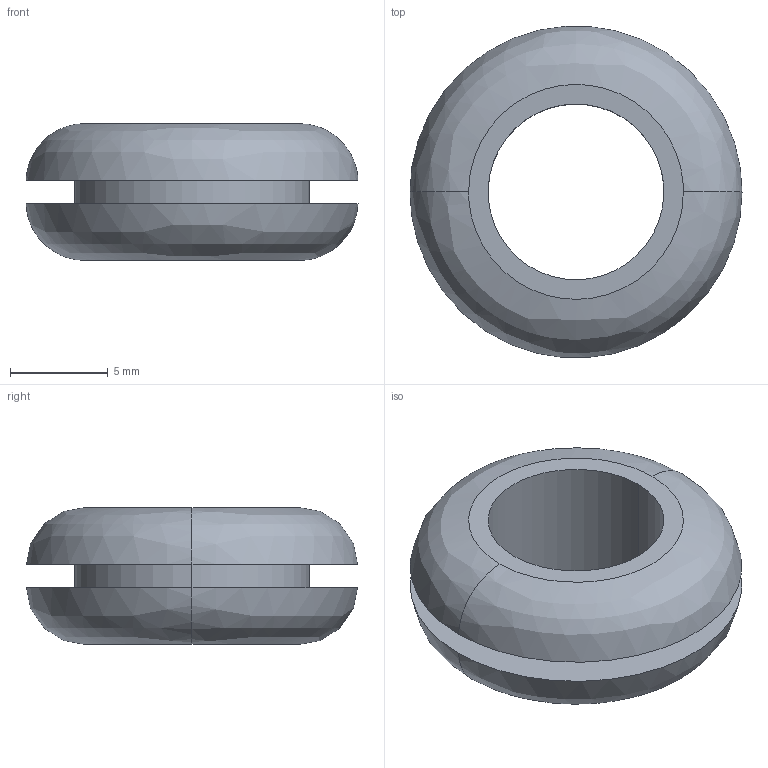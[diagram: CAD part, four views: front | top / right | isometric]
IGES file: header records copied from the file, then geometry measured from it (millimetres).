
Start section: ------------------------------------------------------------------------
Global section: file name: PC50.17744.TM_KG_178_18419.igs; native system: spGate; preprocessor: ver17.5.1; author: Unknown; organization: Unknown; date: 210316.132727; units: millimetre
Bounding box: 17 x 16.96 x 7 mm (x, y, z)
Volume: 818.6 mm3; surface area: 963 mm2
Topology: 1 solids, 1 shells, 12 faces, 24 edges, 16 vertices
Faces by surface type: bspline 12
